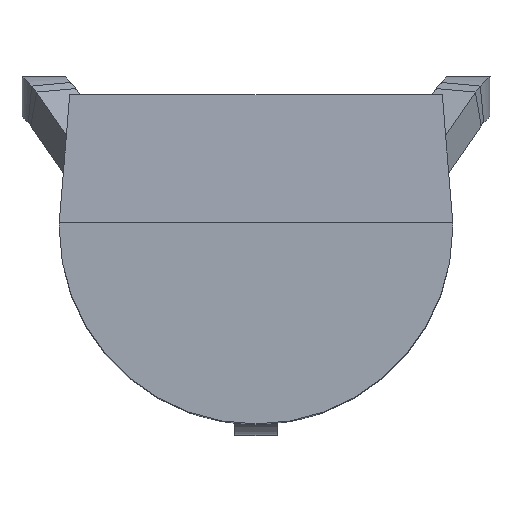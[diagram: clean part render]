
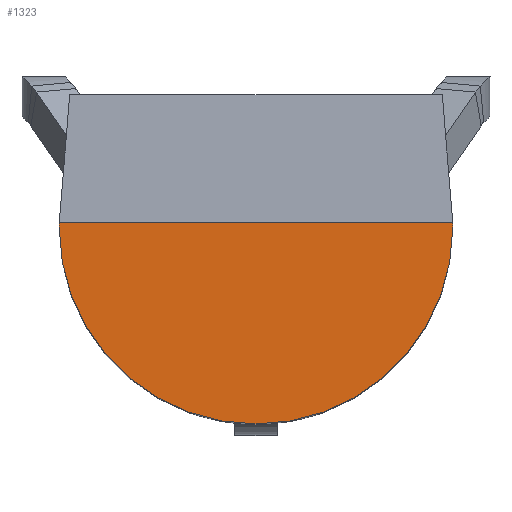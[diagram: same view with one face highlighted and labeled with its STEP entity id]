
A CAD part, top view. The second image highlights one B-rep face of the part: STEP entity #1323.
In plain terms, the highlighted planar face has unit normal (0, 0, 1).
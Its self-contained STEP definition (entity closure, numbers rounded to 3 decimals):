
#87 = DIRECTION ( 'NONE',  ( 0., 0., -1. ) ) ;
#96 = LINE ( 'NONE', #1086, #112 ) ;
#112 = VECTOR ( 'NONE', #2110, 1000. ) ;
#222 = DIRECTION ( 'NONE',  ( -1., 0., 0. ) ) ;
#248 = AXIS2_PLACEMENT_3D ( 'NONE', #1936, #2150, #3181 ) ;
#276 = CARTESIAN_POINT ( 'NONE',  ( 4.7, 0., 4.7 ) ) ;
#470 = VERTEX_POINT ( 'NONE', #3034 ) ;
#488 = EDGE_LOOP ( 'NONE', ( #1891, #2256, #2340, #2142 ) ) ;
#500 = CARTESIAN_POINT ( 'NONE',  ( 0., 0., 4.7 ) ) ;
#537 = PLANE ( 'NONE',  #976 ) ;
#709 = EDGE_CURVE ( 'NONE', #470, #1014, #1496, .T. ) ;
#726 = DIRECTION ( 'NONE',  ( 0., 0., 1. ) ) ;
#740 = CARTESIAN_POINT ( 'NONE',  ( 2.35, -0.059, 4.7 ) ) ;
#836 = CIRCLE ( 'NONE', #2351, 2.351 ) ;
#865 = DIRECTION ( 'NONE',  ( -1., 0., 0. ) ) ;
#976 = AXIS2_PLACEMENT_3D ( 'NONE', #1788, #726, #2521 ) ;
#984 = DIRECTION ( 'NONE',  ( 0., 0., -1. ) ) ;
#1014 = VERTEX_POINT ( 'NONE', #500 ) ;
#1086 = CARTESIAN_POINT ( 'NONE',  ( 2.35, 0., 4.7 ) ) ;
#1240 = CIRCLE ( 'NONE', #248, 2.351 ) ;
#1323 = ADVANCED_FACE ( 'NONE', ( #3197 ), #537, .T. ) ;
#1326 = CARTESIAN_POINT ( 'NONE',  ( 2.35, -0.059, 4.7 ) ) ;
#1496 = CIRCLE ( 'NONE', #3162, 2.351 ) ;
#1553 = EDGE_CURVE ( 'NONE', #2704, #470, #1240, .T. ) ;
#1788 = CARTESIAN_POINT ( 'NONE',  ( 2.35, -0.059, 4.7 ) ) ;
#1891 = ORIENTED_EDGE ( 'NONE', *, *, #2772, .F. ) ;
#1936 = CARTESIAN_POINT ( 'NONE',  ( 2.35, -0.059, 4.7 ) ) ;
#2110 = DIRECTION ( 'NONE',  ( -1., 0., 0. ) ) ;
#2142 = ORIENTED_EDGE ( 'NONE', *, *, #1553, .F. ) ;
#2150 = DIRECTION ( 'NONE',  ( 0., 0., -1. ) ) ;
#2256 = ORIENTED_EDGE ( 'NONE', *, *, #2336, .T. ) ;
#2336 = EDGE_CURVE ( 'NONE', #2627, #1014, #96, .T. ) ;
#2340 = ORIENTED_EDGE ( 'NONE', *, *, #709, .F. ) ;
#2351 = AXIS2_PLACEMENT_3D ( 'NONE', #740, #984, #222 ) ;
#2521 = DIRECTION ( 'NONE',  ( 1., 0., 0. ) ) ;
#2627 = VERTEX_POINT ( 'NONE', #276 ) ;
#2636 = CARTESIAN_POINT ( 'NONE',  ( 4.701, -0.059, 4.7 ) ) ;
#2704 = VERTEX_POINT ( 'NONE', #2636 ) ;
#2772 = EDGE_CURVE ( 'NONE', #2627, #2704, #836, .T. ) ;
#3034 = CARTESIAN_POINT ( 'NONE',  ( -0.001, -0.059, 4.7 ) ) ;
#3162 = AXIS2_PLACEMENT_3D ( 'NONE', #1326, #87, #865 ) ;
#3181 = DIRECTION ( 'NONE',  ( -1., 0., 0. ) ) ;
#3197 = FACE_OUTER_BOUND ( 'NONE', #488, .T. ) ;
